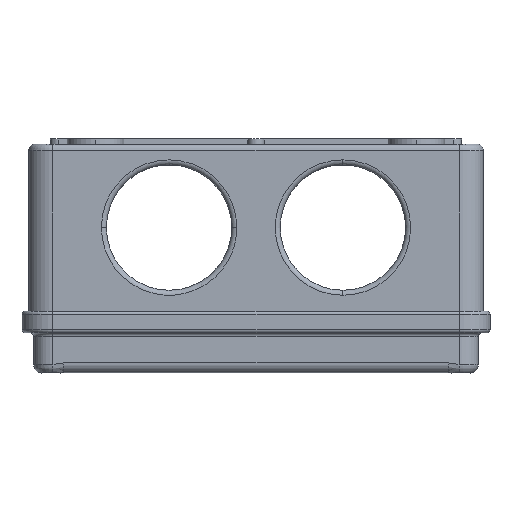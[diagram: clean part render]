
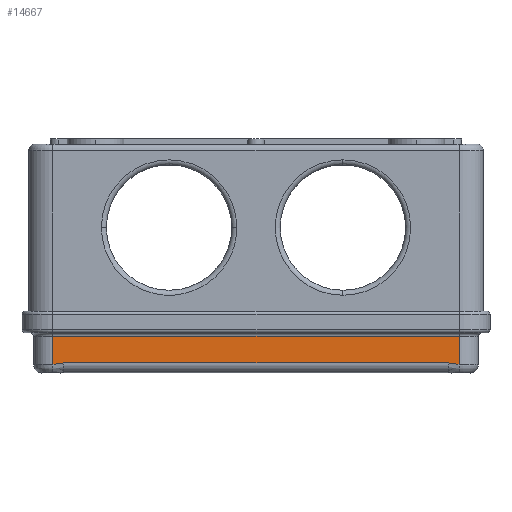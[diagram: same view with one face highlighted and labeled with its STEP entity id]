
A CAD part, left-side view. The second image highlights one B-rep face of the part: STEP entity #14667.
In plain terms, the highlighted planar face has unit normal (-1, 0, 0).
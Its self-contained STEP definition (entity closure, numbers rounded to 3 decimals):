
#382 = CARTESIAN_POINT ( 'NONE',  ( -91.5, -58.2, 2.958 ) ) ;
#480 = CARTESIAN_POINT ( 'NONE',  ( -91.5, -59.116, 2.81 ) ) ;
#683 = CARTESIAN_POINT ( 'NONE',  ( -91.5, -58.318, 2.944 ) ) ;
#2798 = CARTESIAN_POINT ( 'NONE',  ( -91.5, -58.994, 2.833 ) ) ;
#2822 = ORIENTED_EDGE ( 'NONE', *, *, #24764, .T. ) ;
#3021 = CARTESIAN_POINT ( 'NONE',  ( -91.5, -59.93, 2.664 ) ) ;
#3123 = CARTESIAN_POINT ( 'NONE',  ( -91.5, -59.1, 2.813 ) ) ;
#3213 = CARTESIAN_POINT ( 'NONE',  ( -91.5, 57.51, 3. ) ) ;
#3288 = VERTEX_POINT ( 'NONE', #11541 ) ;
#3348 = DIRECTION ( 'NONE',  ( -1., 0., 0. ) ) ;
#3410 = CARTESIAN_POINT ( 'NONE',  ( -91.5, 60.482, 2.598 ) ) ;
#3561 = PLANE ( 'NONE',  #20344 ) ;
#3578 = DIRECTION ( 'NONE',  ( 0., 0., 1. ) ) ;
#4077 = VERTEX_POINT ( 'NONE', #23583 ) ;
#4095 = CARTESIAN_POINT ( 'NONE',  ( -91.5, -60.75, 11. ) ) ;
#5229 = CARTESIAN_POINT ( 'NONE',  ( -91.5, -58.295, 2.947 ) ) ;
#5546 = CARTESIAN_POINT ( 'NONE',  ( -91.5, -59.936, 2.663 ) ) ;
#7318 = VECTOR ( 'NONE', #26326, 1000. ) ;
#7358 = CARTESIAN_POINT ( 'NONE',  ( -91.5, -57.636, 3. ) ) ;
#7574 = LINE ( 'NONE', #17806, #15110 ) ;
#7662 = CARTESIAN_POINT ( 'NONE',  ( -91.5, -60.233, 2.619 ) ) ;
#7888 = EDGE_CURVE ( 'NONE', #28175, #28162, #7574, .T. ) ;
#8000 = CARTESIAN_POINT ( 'NONE',  ( -91.5, -58.429, 2.929 ) ) ;
#8085 = CARTESIAN_POINT ( 'NONE',  ( -91.5, 60.75, 2.598 ) ) ;
#8940 = ORIENTED_EDGE ( 'NONE', *, *, #28034, .T. ) ;
#9351 = VERTEX_POINT ( 'NONE', #24571 ) ;
#10025 = CARTESIAN_POINT ( 'NONE',  ( -91.5, -59.915, 2.666 ) ) ;
#10130 = CARTESIAN_POINT ( 'NONE',  ( -91.5, -59.529, 2.731 ) ) ;
#10233 = CARTESIAN_POINT ( 'NONE',  ( -91.5, -59.515, 2.734 ) ) ;
#10435 = CARTESIAN_POINT ( 'NONE',  ( -91.5, -59.535, 2.73 ) ) ;
#10617 = CARTESIAN_POINT ( 'NONE',  ( -91.5, 59.406, 2.754 ) ) ;
#11541 = CARTESIAN_POINT ( 'NONE',  ( -91.5, -60.75, 2.598 ) ) ;
#12143 = ORIENTED_EDGE ( 'NONE', *, *, #22062, .F. ) ;
#12633 = CARTESIAN_POINT ( 'NONE',  ( -91.5, -59.126, 2.808 ) ) ;
#12741 = CARTESIAN_POINT ( 'NONE',  ( -91.5, -60.75, 2.598 ) ) ;
#13634 = ORIENTED_EDGE ( 'NONE', *, *, #7888, .T. ) ;
#14280 = DIRECTION ( 'NONE',  ( 0., 0., -1. ) ) ;
#14489 = VERTEX_POINT ( 'NONE', #23741 ) ;
#14583 = LINE ( 'NONE', #25831, #20224 ) ;
#14667 = ADVANCED_FACE ( 'NONE', ( #30662 ), #3561, .T. ) ;
#15110 = VECTOR ( 'NONE', #25058, 1000. ) ;
#15188 = CARTESIAN_POINT ( 'NONE',  ( -91.5, -59.38, 2.759 ) ) ;
#15508 = DIRECTION ( 'NONE',  ( 0., 0., 1. ) ) ;
#17300 = CARTESIAN_POINT ( 'NONE',  ( -91.5, -58.858, 2.858 ) ) ;
#17405 = CARTESIAN_POINT ( 'NONE',  ( -91.5, -59.538, 2.73 ) ) ;
#17514 = CARTESIAN_POINT ( 'NONE',  ( -91.5, -58.607, 2.902 ) ) ;
#17620 = CARTESIAN_POINT ( 'NONE',  ( -91.5, -59.064, 2.82 ) ) ;
#17656 = CARTESIAN_POINT ( 'NONE',  ( -91.5, -60.75, 12. ) ) ;
#17806 = CARTESIAN_POINT ( 'NONE',  ( -91.5, -60.75, 11. ) ) ;
#17990 = VECTOR ( 'NONE', #3578, 1000. ) ;
#18150 = ORIENTED_EDGE ( 'NONE', *, *, #21487, .F. ) ;
#19715 = CARTESIAN_POINT ( 'NONE',  ( -91.5, -59.13, 2.807 ) ) ;
#19907 = CARTESIAN_POINT ( 'NONE',  ( -91.5, 58.598, 2.909 ) ) ;
#20034 = CARTESIAN_POINT ( 'NONE',  ( -91.5, -59.247, 2.785 ) ) ;
#20224 = VECTOR ( 'NONE', #14280, 1000. ) ;
#20344 = AXIS2_PLACEMENT_3D ( 'NONE', #20454, #3348, #15508 ) ;
#20454 = CARTESIAN_POINT ( 'NONE',  ( -91.5, -60.75, 12. ) ) ;
#20528 = LINE ( 'NONE', #21689, #7318 ) ;
#21487 = EDGE_CURVE ( 'NONE', #9351, #4077, #20528, .T. ) ;
#21689 = CARTESIAN_POINT ( 'NONE',  ( -91.5, 60.75, 3. ) ) ;
#21754 = LINE ( 'NONE', #17656, #17990 ) ;
#21839 = CARTESIAN_POINT ( 'NONE',  ( -91.5, -57.51, 3. ) ) ;
#22062 = EDGE_CURVE ( 'NONE', #4077, #14489, #28244, .T. ) ;
#22136 = CARTESIAN_POINT ( 'NONE',  ( -91.5, -59.479, 2.741 ) ) ;
#22437 = CARTESIAN_POINT ( 'NONE',  ( -91.5, -59.617, 2.715 ) ) ;
#22544 = CARTESIAN_POINT ( 'NONE',  ( -91.5, -58.263, 2.951 ) ) ;
#23020 = EDGE_CURVE ( 'NONE', #3288, #28175, #21754, .T. ) ;
#23583 = CARTESIAN_POINT ( 'NONE',  ( -91.5, 57.51, 3. ) ) ;
#23741 = CARTESIAN_POINT ( 'NONE',  ( -91.5, 60.75, 2.598 ) ) ;
#24257 = CARTESIAN_POINT ( 'NONE',  ( -91.5, -57.833, 2.993 ) ) ;
#24469 = CARTESIAN_POINT ( 'NONE',  ( -91.5, -58.324, 2.943 ) ) ;
#24570 = CARTESIAN_POINT ( 'NONE',  ( -91.5, -59.539, 2.729 ) ) ;
#24571 = CARTESIAN_POINT ( 'NONE',  ( -91.5, -57.51, 3. ) ) ;
#24764 = EDGE_CURVE ( 'NONE', #9351, #3288, #31144, .T. ) ;
#24766 = CARTESIAN_POINT ( 'NONE',  ( -91.5, 59.676, 2.701 ) ) ;
#24867 = CARTESIAN_POINT ( 'NONE',  ( -91.5, 60.214, 2.622 ) ) ;
#24886 = CARTESIAN_POINT ( 'NONE',  ( -91.5, -60.502, 2.598 ) ) ;
#25058 = DIRECTION ( 'NONE',  ( 0., 1., 0. ) ) ;
#25674 = EDGE_LOOP ( 'NONE', ( #8940, #12143, #18150, #2822, #26458, #13634 ) ) ;
#25831 = CARTESIAN_POINT ( 'NONE',  ( -91.5, 60.75, 12. ) ) ;
#26326 = DIRECTION ( 'NONE',  ( 0., 1., 0. ) ) ;
#26458 = ORIENTED_EDGE ( 'NONE', *, *, #23020, .T. ) ;
#26702 = CARTESIAN_POINT ( 'NONE',  ( -91.5, -58.076, 2.972 ) ) ;
#27043 = CARTESIAN_POINT ( 'NONE',  ( -91.5, -59.893, 2.669 ) ) ;
#27149 = CARTESIAN_POINT ( 'NONE',  ( -91.5, -59.838, 2.678 ) ) ;
#27260 = CARTESIAN_POINT ( 'NONE',  ( -91.5, -58.309, 2.945 ) ) ;
#28034 = EDGE_CURVE ( 'NONE', #28162, #14489, #14583, .T. ) ;
#28162 = VERTEX_POINT ( 'NONE', #30545 ) ;
#28175 = VERTEX_POINT ( 'NONE', #4095 ) ;
#28244 = B_SPLINE_CURVE_WITH_KNOTS ( 'NONE', 3,
 ( #3213, #29840, #19907, #10617, #24766, #24867, #3410, #8085 ),
 .UNSPECIFIED., .F., .F.,
 ( 4, 2, 2, 4 ),
 ( 0., 0.5, 0.75, 1. ),
 .UNSPECIFIED. ) ;
#29545 = CARTESIAN_POINT ( 'NONE',  ( -91.5, -59.725, 2.696 ) ) ;
#29840 = CARTESIAN_POINT ( 'NONE',  ( -91.5, 58.058, 3. ) ) ;
#29863 = CARTESIAN_POINT ( 'NONE',  ( -91.5, -59.539, 2.729 ) ) ;
#30545 = CARTESIAN_POINT ( 'NONE',  ( -91.5, 60.75, 11. ) ) ;
#30662 = FACE_OUTER_BOUND ( 'NONE', #25674, .T. ) ;
#31144 = B_SPLINE_CURVE_WITH_KNOTS ( 'NONE', 3,
 ( #21839, #7358, #24257, #26702, #382, #22544, #5229, #27260, #683, #24469, #8000, #17514, #17300, #2798, #17620, #3123, #480, #12633, #19715, #20034, #15188, #22136, #10233, #10130, #10435, #17405, #29863, #24570, #22437, #29545, #27149, #27043, #10025, #3021, #5546, #7662, #24886, #12741 ),
 .UNSPECIFIED., .F., .F.,
 ( 4, 1, 1, 1, 1, 1, 2, 2, 1, 1, 1, 1, 1, 2, 2, 1, 1, 1, 1, 1, 2, 2, 1, 1, 1, 2, 2, 4 ),
 ( 0., 0.125, 0.187, 0.219, 0.234, 0.242, 0.246, 0.25, 0.375, 0.437, 0.469, 0.484, 0.492, 0.496, 0.5, 0.562, 0.594, 0.609, 0.617, 0.621, 0.623, 0.625, 0.687, 0.719, 0.734, 0.742, 0.75, 1. ),
 .UNSPECIFIED. ) ;
